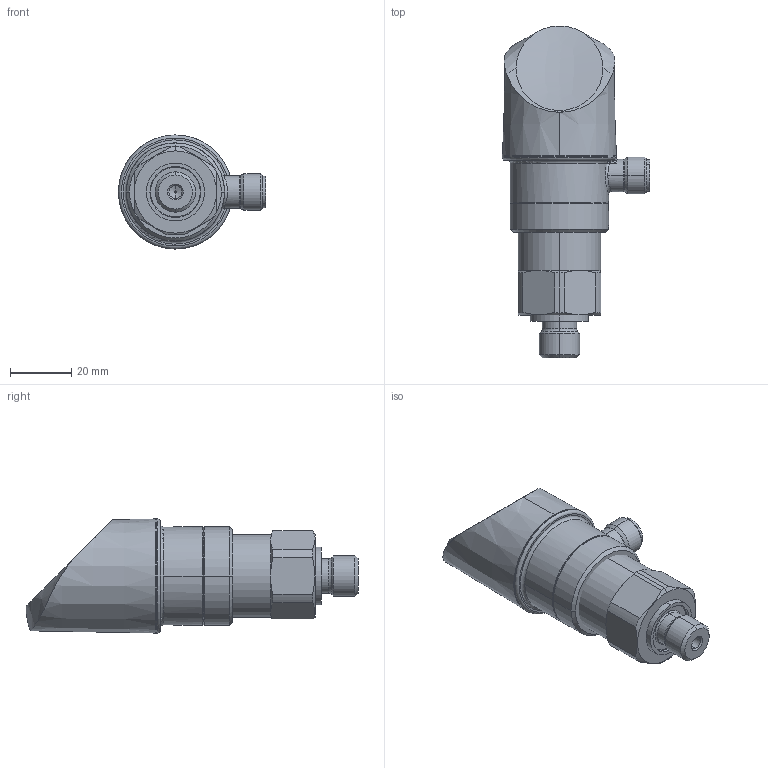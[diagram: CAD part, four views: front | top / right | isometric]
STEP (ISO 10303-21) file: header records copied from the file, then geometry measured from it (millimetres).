
FILE_DESCRIPTION (( 'STEP AP214' ), '1' );
FILE_NAME ('8381.XX.XX.15.32.STEP', '2020-07-06T08:36:50', ( '' ), ( '' ), 'SwSTEP 2.0', 'SolidWorks 2016', '' );
FILE_SCHEMA (( 'AUTOMOTIVE_DESIGN' ));
Length unit declared in the file: millimetre
Products named in the file (3): Display-4Pol; 8381.XX.XX.15.32; C34628_15
Assembly tree (2 placements, depth 2):
  8381.XX.XX.15.32
    C34628_15
    Display-4Pol
Bounding box: 48 x 108.24 x 37.2 mm (x, y, z)
Volume: 70591.7 mm3; surface area: 14985.5 mm2
Topology: 2 solids, 2 shells, 169 faces, 381 edges, 224 vertices
Faces by surface type: cylinder 56, cone 37, plane 31, torus 26, bspline 17, sphere 2
Entity records: 8140 total; most frequent: CARTESIAN_POINT 3559, DIRECTION 807, ORIENTED_EDGE 754, EDGE_CURVE 377, AXIS2_PLACEMENT_3D 350, VERTEX_POINT 224, CIRCLE 193, EDGE_LOOP 183
